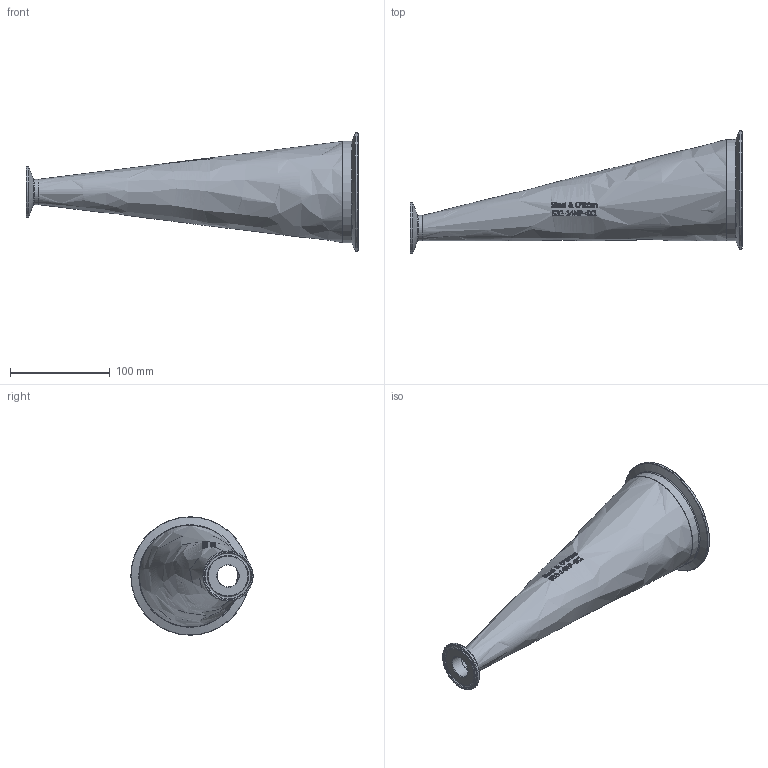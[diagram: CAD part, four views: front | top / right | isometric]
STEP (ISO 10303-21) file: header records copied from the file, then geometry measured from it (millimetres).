
FILE_DESCRIPTION(/* description */ (''),/* implementation_level */ '2;1');
FILE_NAME(/* name */ 'S32-14MP-4X1.stp',/* time_stamp */ '2018-11-27T13:22:25-05:00',/* author */ ('rick'),/* organization */ (''),/* preprocessor_version */ 'ST-DEVELOPER v15.2',/* originating_system */ 'Autodesk Inventor 2014',/* authorisation */ '');
FILE_SCHEMA (('AUTOMOTIVE_DESIGN { 1 0 10303 214 3 1 1 }'));
Length unit declared in the file: inch
Products named in the file (1): S32-14MP-4X1
Bounding box: 333.38 x 122.76 x 118.92 mm (x, y, z)
Volume: 142530 mm3; surface area: 141043.2 mm2
Topology: 1 solids, 1 shells, 447 faces, 1202 edges, 795 vertices
Faces by surface type: bspline 222, plane 195, torus 18, cylinder 6, cone 6
Full cylindrical faces by diameter (mm): 22.098 x1, 25.4 x1, 50.394 x1, 97.384 x1, 101.6 x1, 118.923 x1
Entity records: 17403 total; most frequent: CARTESIAN_POINT 8073, ORIENTED_EDGE 2344, EDGE_CURVE 1172, DIRECTION 1132, VERTEX_POINT 795, B_SPLINE_CURVE_WITH_KNOTS 570, EDGE_LOOP 517, ADVANCED_FACE 447
